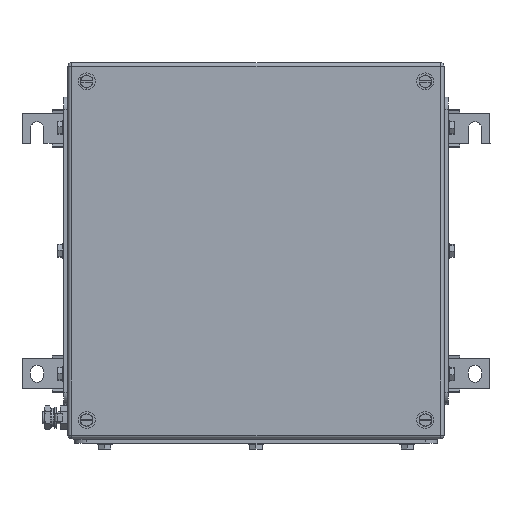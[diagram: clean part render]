
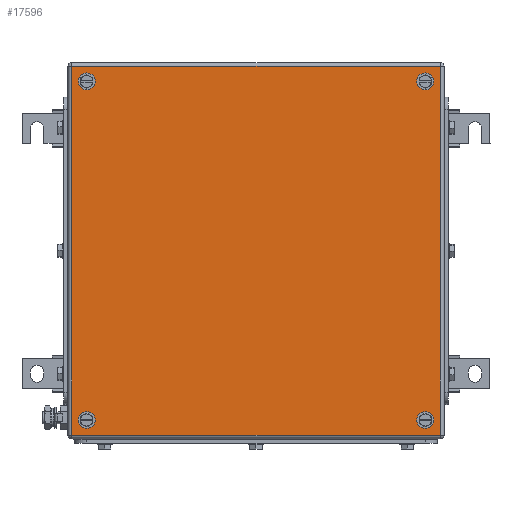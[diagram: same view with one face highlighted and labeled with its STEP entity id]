
A CAD part, top view. The second image highlights one B-rep face of the part: STEP entity #17596.
In plain terms, the highlighted planar face has unit normal (0, 0, 1).
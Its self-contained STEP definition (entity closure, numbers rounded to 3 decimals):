
#17470=AXIS2_PLACEMENT_3D('Circle Axis2P3D',#17468,#17469,$) ;
#17497=AXIS2_PLACEMENT_3D('Plane Axis2P3D',#17494,#17495,#17496) ;
#17535=AXIS2_PLACEMENT_3D('Circle Axis2P3D',#17533,#17534,$) ;
#17544=AXIS2_PLACEMENT_3D('Circle Axis2P3D',#17542,#17543,$) ;
#17553=AXIS2_PLACEMENT_3D('Circle Axis2P3D',#17551,#17552,$) ;
#17562=AXIS2_PLACEMENT_3D('Circle Axis2P3D',#17560,#17561,$) ;
#17571=AXIS2_PLACEMENT_3D('Circle Axis2P3D',#17569,#17570,$) ;
#17580=AXIS2_PLACEMENT_3D('Circle Axis2P3D',#17578,#17579,$) ;
#17589=AXIS2_PLACEMENT_3D('Circle Axis2P3D',#17587,#17588,$) ;
#17465=CARTESIAN_POINT('Vertex',(56.5,304.5,153.5)) ;
#17468=CARTESIAN_POINT('Axis2P3D Location',(53.,304.5,153.5)) ;
#17472=CARTESIAN_POINT('Vertex',(49.5,304.5,153.5)) ;
#17494=CARTESIAN_POINT('Axis2P3D Location',(193.5,164.,153.5)) ;
#17499=CARTESIAN_POINT('Line Origine',(193.5,316.5,153.5)) ;
#17503=CARTESIAN_POINT('Vertex',(346.,316.5,153.5)) ;
#17505=CARTESIAN_POINT('Vertex',(41.,316.5,153.5)) ;
#17508=CARTESIAN_POINT('Line Origine',(41.,164.,153.5)) ;
#17512=CARTESIAN_POINT('Vertex',(41.,11.5,153.5)) ;
#17515=CARTESIAN_POINT('Line Origine',(193.5,11.5,153.5)) ;
#17519=CARTESIAN_POINT('Vertex',(346.,11.5,153.5)) ;
#17522=CARTESIAN_POINT('Line Origine',(346.,164.,153.5)) ;
#17533=CARTESIAN_POINT('Axis2P3D Location',(53.,304.5,153.5)) ;
#17542=CARTESIAN_POINT('Axis2P3D Location',(53.,23.5,153.5)) ;
#17546=CARTESIAN_POINT('Vertex',(49.5,23.5,153.5)) ;
#17548=CARTESIAN_POINT('Vertex',(56.5,23.5,153.5)) ;
#17551=CARTESIAN_POINT('Axis2P3D Location',(53.,23.5,153.5)) ;
#17560=CARTESIAN_POINT('Axis2P3D Location',(334.,23.5,153.5)) ;
#17564=CARTESIAN_POINT('Vertex',(337.5,23.5,153.5)) ;
#17566=CARTESIAN_POINT('Vertex',(330.5,23.5,153.5)) ;
#17569=CARTESIAN_POINT('Axis2P3D Location',(334.,23.5,153.5)) ;
#17578=CARTESIAN_POINT('Axis2P3D Location',(334.,304.5,153.5)) ;
#17582=CARTESIAN_POINT('Vertex',(337.5,304.5,153.5)) ;
#17584=CARTESIAN_POINT('Vertex',(330.5,304.5,153.5)) ;
#17587=CARTESIAN_POINT('Axis2P3D Location',(334.,304.5,153.5)) ;
#17469=DIRECTION('Axis2P3D Direction',(0.,0.,1.)) ;
#17495=DIRECTION('Axis2P3D Direction',(0.,0.,1.)) ;
#17496=DIRECTION('Axis2P3D XDirection',(1.,0.,0.)) ;
#17500=DIRECTION('Vector Direction',(1.,0.,0.)) ;
#17509=DIRECTION('Vector Direction',(0.,-1.,0.)) ;
#17516=DIRECTION('Vector Direction',(1.,0.,0.)) ;
#17523=DIRECTION('Vector Direction',(0.,1.,0.)) ;
#17534=DIRECTION('Axis2P3D Direction',(0.,0.,1.)) ;
#17543=DIRECTION('Axis2P3D Direction',(0.,0.,1.)) ;
#17552=DIRECTION('Axis2P3D Direction',(0.,0.,1.)) ;
#17561=DIRECTION('Axis2P3D Direction',(0.,0.,1.)) ;
#17570=DIRECTION('Axis2P3D Direction',(0.,0.,1.)) ;
#17579=DIRECTION('Axis2P3D Direction',(0.,0.,1.)) ;
#17588=DIRECTION('Axis2P3D Direction',(0.,0.,1.)) ;
#17501=VECTOR('Line Direction',#17500,1.) ;
#17510=VECTOR('Line Direction',#17509,1.) ;
#17517=VECTOR('Line Direction',#17516,1.) ;
#17524=VECTOR('Line Direction',#17523,1.) ;
#17528=ORIENTED_EDGE('',*,*,#17507,.T.) ;
#17529=ORIENTED_EDGE('',*,*,#17514,.T.) ;
#17530=ORIENTED_EDGE('',*,*,#17521,.T.) ;
#17531=ORIENTED_EDGE('',*,*,#17526,.T.) ;
#17539=ORIENTED_EDGE('',*,*,#17537,.F.) ;
#17540=ORIENTED_EDGE('',*,*,#17474,.F.) ;
#17557=ORIENTED_EDGE('',*,*,#17550,.F.) ;
#17558=ORIENTED_EDGE('',*,*,#17555,.F.) ;
#17575=ORIENTED_EDGE('',*,*,#17568,.F.) ;
#17576=ORIENTED_EDGE('',*,*,#17573,.F.) ;
#17593=ORIENTED_EDGE('',*,*,#17586,.F.) ;
#17594=ORIENTED_EDGE('',*,*,#17591,.F.) ;
#17541=FACE_BOUND('',#17538,.T.) ;
#17559=FACE_BOUND('',#17556,.T.) ;
#17577=FACE_BOUND('',#17574,.T.) ;
#17595=FACE_BOUND('',#17592,.T.) ;
#17596=ADVANCED_FACE('ZUB_KTB_FS_303015_3GP_AllCATPart.2\\ZUB_DE_KTB_FS_260x260.1\\DE_KTB_MH_PART_MASTER.1\\Koerper.2',(#17532,#17541,#17559,#17577,#17595),#17498,.T.) ;
#17471=CIRCLE('generated circle',#17470,3.5) ;
#17536=CIRCLE('generated circle',#17535,3.5) ;
#17545=CIRCLE('generated circle',#17544,3.5) ;
#17554=CIRCLE('generated circle',#17553,3.5) ;
#17563=CIRCLE('generated circle',#17562,3.5) ;
#17572=CIRCLE('generated circle',#17571,3.5) ;
#17581=CIRCLE('generated circle',#17580,3.5) ;
#17590=CIRCLE('generated circle',#17589,3.5) ;
#17474=EDGE_CURVE('',#17466,#17473,#17471,.T.) ;
#17507=EDGE_CURVE('',#17504,#17506,#17502,.F.) ;
#17514=EDGE_CURVE('',#17506,#17513,#17511,.T.) ;
#17521=EDGE_CURVE('',#17513,#17520,#17518,.T.) ;
#17526=EDGE_CURVE('',#17520,#17504,#17525,.T.) ;
#17537=EDGE_CURVE('',#17473,#17466,#17536,.T.) ;
#17550=EDGE_CURVE('',#17547,#17549,#17545,.T.) ;
#17555=EDGE_CURVE('',#17549,#17547,#17554,.T.) ;
#17568=EDGE_CURVE('',#17565,#17567,#17563,.T.) ;
#17573=EDGE_CURVE('',#17567,#17565,#17572,.T.) ;
#17586=EDGE_CURVE('',#17583,#17585,#17581,.T.) ;
#17591=EDGE_CURVE('',#17585,#17583,#17590,.T.) ;
#17527=EDGE_LOOP('',(#17528,#17529,#17530,#17531)) ;
#17538=EDGE_LOOP('',(#17539,#17540)) ;
#17556=EDGE_LOOP('',(#17557,#17558)) ;
#17574=EDGE_LOOP('',(#17575,#17576)) ;
#17592=EDGE_LOOP('',(#17593,#17594)) ;
#17532=FACE_OUTER_BOUND('',#17527,.T.) ;
#17502=LINE('Line',#17499,#17501) ;
#17511=LINE('Line',#17508,#17510) ;
#17518=LINE('Line',#17515,#17517) ;
#17525=LINE('Line',#17522,#17524) ;
#17498=PLANE('',#17497) ;
#17466=VERTEX_POINT('',#17465) ;
#17473=VERTEX_POINT('',#17472) ;
#17504=VERTEX_POINT('',#17503) ;
#17506=VERTEX_POINT('',#17505) ;
#17513=VERTEX_POINT('',#17512) ;
#17520=VERTEX_POINT('',#17519) ;
#17547=VERTEX_POINT('',#17546) ;
#17549=VERTEX_POINT('',#17548) ;
#17565=VERTEX_POINT('',#17564) ;
#17567=VERTEX_POINT('',#17566) ;
#17583=VERTEX_POINT('',#17582) ;
#17585=VERTEX_POINT('',#17584) ;
